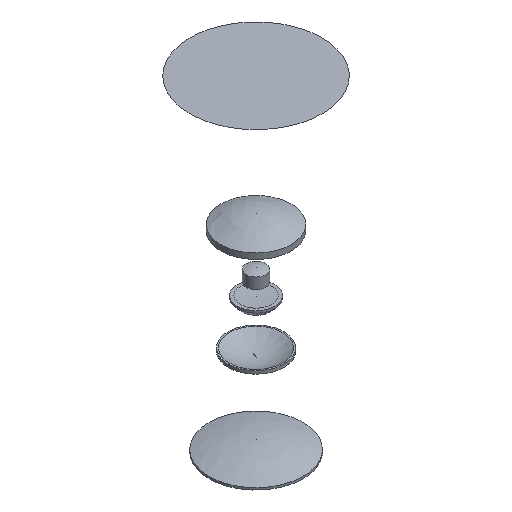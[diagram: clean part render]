
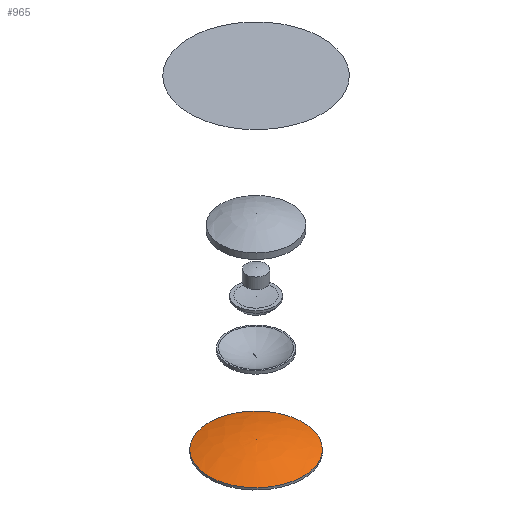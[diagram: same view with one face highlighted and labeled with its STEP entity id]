
A CAD part, isometric view. The second image highlights one B-rep face of the part: STEP entity #965.
In plain terms, the highlighted free-form (B-spline) face has degree [2, 2] with [3, 9] control points.
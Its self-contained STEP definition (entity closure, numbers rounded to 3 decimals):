
#882 = CARTESIAN_POINT ('', (0., 110.082, 15.807));
#883 = VERTEX_POINT ('', #882);
#884 = CARTESIAN_POINT ('', (0., 110.082, 15.807));
#885 = CARTESIAN_POINT ('', (-110.082, 110.082, 15.807));
#886 = CARTESIAN_POINT ('', (-110.082, 0., 15.807));
#887 = CARTESIAN_POINT ('', (-110.082, -110.082, 15.807));
#888 = CARTESIAN_POINT ('', (0., -110.082, 15.807));
#889 = CARTESIAN_POINT ('', (110.082, -110.082, 15.807));
#890 = CARTESIAN_POINT ('', (110.082, 0., 15.807));
#891 = CARTESIAN_POINT ('', (110.082, 110.082, 15.807));
#892 = CARTESIAN_POINT ('', (0., 110.082, 15.807));
#893 = (
   BOUNDED_CURVE ()
   B_SPLINE_CURVE (2, (#884, #885, #886, #887, #888, #889, #890, #891, #892), .UNSPECIFIED., .T., .U.)
   B_SPLINE_CURVE_WITH_KNOTS ((3, 2, 2, 2, 3), (0., 0.25, 0.5, 0.75, 1.), .UNSPECIFIED.)
   CURVE ()
   GEOMETRIC_REPRESENTATION_ITEM ()
   RATIONAL_B_SPLINE_CURVE ((1., 0.707, 1., 0.707, 1., 0.707, 1., 0.707, 1.))
   REPRESENTATION_ITEM ('')
);
#894 = EDGE_CURVE ('', #883, #883, #893, .T.);
#925 = CARTESIAN_POINT ('', (0., 0., 35.007));
#926 = VERTEX_POINT ('', #925);
#927 = CARTESIAN_POINT ('', (0., 0., 35.007));
#928 = CARTESIAN_POINT ('', (0., 56.715, 35.007));
#929 = CARTESIAN_POINT ('', (0., 110.082, 15.807));
#930 = (
   BOUNDED_CURVE ()
   B_SPLINE_CURVE (2, (#927, #928, #929), .UNSPECIFIED., .F., .U.)
   B_SPLINE_CURVE_WITH_KNOTS ((3, 3), (0., 1.), .UNSPECIFIED.)
   CURVE ()
   GEOMETRIC_REPRESENTATION_ITEM ()
   RATIONAL_B_SPLINE_CURVE ((1., 0.985, 1.))
   REPRESENTATION_ITEM ('')
);
#931 = EDGE_CURVE ('', #926, #883, #930, .T.);
#932 = ORIENTED_EDGE ('', *, *, #931, .T.);
#933 = ORIENTED_EDGE ('', *, *, #894, .T.);
#934 = ORIENTED_EDGE ('', *, *, #931, .F.);
#935 = EDGE_LOOP ('', (#932, #933, #934));
#936 = FACE_OUTER_BOUND ('', #935, .T.);
#937 = CARTESIAN_POINT ('', (0., 0., 35.007));
#938 = CARTESIAN_POINT ('', (0., 0., 35.007));
#939 = CARTESIAN_POINT ('', (0., 0., 35.007));
#940 = CARTESIAN_POINT ('', (0., 0., 35.007));
#941 = CARTESIAN_POINT ('', (0., 0., 35.007));
#942 = CARTESIAN_POINT ('', (0., 0., 35.007));
#943 = CARTESIAN_POINT ('', (0., 0., 35.007));
#944 = CARTESIAN_POINT ('', (0., 0., 35.007));
#945 = CARTESIAN_POINT ('', (0., 0., 35.007));
#946 = CARTESIAN_POINT ('', (0., 56.715, 35.007));
#947 = CARTESIAN_POINT ('', (-56.715, 56.715, 35.007));
#948 = CARTESIAN_POINT ('', (-56.715, 0., 35.007));
#949 = CARTESIAN_POINT ('', (-56.715, -56.715, 35.007));
#950 = CARTESIAN_POINT ('', (0., -56.715, 35.007));
#951 = CARTESIAN_POINT ('', (56.715, -56.715, 35.007));
#952 = CARTESIAN_POINT ('', (56.715, 0., 35.007));
#953 = CARTESIAN_POINT ('', (56.715, 56.715, 35.007));
#954 = CARTESIAN_POINT ('', (0., 56.715, 35.007));
#955 = CARTESIAN_POINT ('', (0., 110.082, 15.807));
#956 = CARTESIAN_POINT ('', (-110.082, 110.082, 15.807));
#957 = CARTESIAN_POINT ('', (-110.082, 0., 15.807));
#958 = CARTESIAN_POINT ('', (-110.082, -110.082, 15.807));
#959 = CARTESIAN_POINT ('', (0., -110.082, 15.807));
#960 = CARTESIAN_POINT ('', (110.082, -110.082, 15.807));
#961 = CARTESIAN_POINT ('', (110.082, 0., 15.807));
#962 = CARTESIAN_POINT ('', (110.082, 110.082, 15.807));
#963 = CARTESIAN_POINT ('', (0., 110.082, 15.807));
#964 = (
   BOUNDED_SURFACE ()
   B_SPLINE_SURFACE (2, 2, ((#937, #938, #939, #940, #941, #942, #943, #944, #945), (#946, #947, #948, #949, #950, #951, #952, #953, #954), (#955, #956, #957, #958, #959, #960, #961, #962, #963)), .UNSPECIFIED., .F., .T., .U.)
   B_SPLINE_SURFACE_WITH_KNOTS ((3, 3), (3, 2, 2, 2, 3), (0., 1.), (0., 0.25, 0.5, 0.75, 1.), .UNSPECIFIED.)
   SURFACE ()
   GEOMETRIC_REPRESENTATION_ITEM ()
   RATIONAL_B_SPLINE_SURFACE (((1., 0.707, 1., 0.707, 1., 0.707, 1., 0.707, 1.), (0.985, 0.697, 0.985, 0.697, 0.985, 0.697, 0.985, 0.697, 0.985), (1., 0.707, 1., 0.707, 1., 0.707, 1., 0.707, 1.)))
   REPRESENTATION_ITEM ('')
);
#965 = ADVANCED_FACE ('', (#936), #964, .T.);
